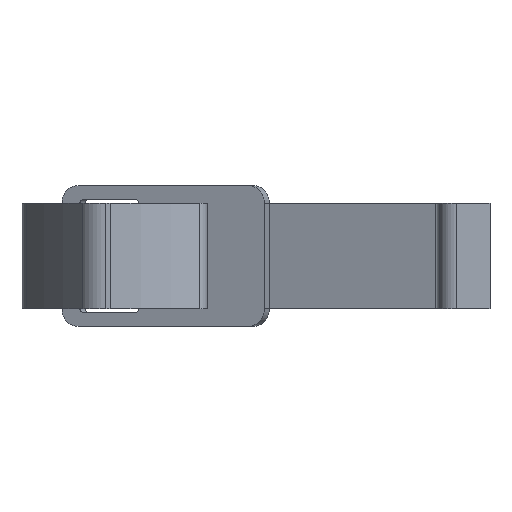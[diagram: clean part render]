
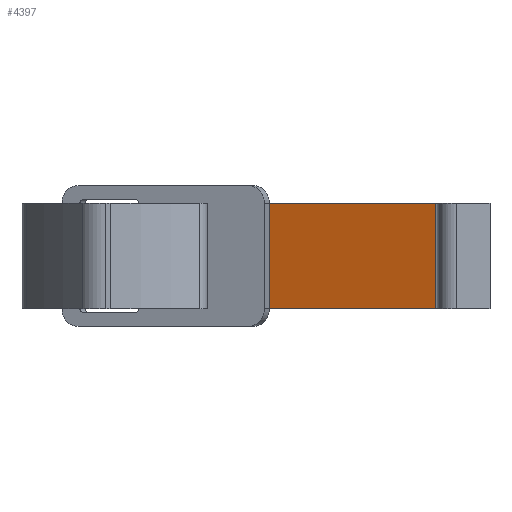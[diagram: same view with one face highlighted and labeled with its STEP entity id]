
A CAD part, left-side view. The second image highlights one B-rep face of the part: STEP entity #4397.
In plain terms, the highlighted planar face has unit normal (-0.927, 0.375, 0).
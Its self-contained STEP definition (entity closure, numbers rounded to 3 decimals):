
#65 = VERTEX_POINT ( 'NONE', #182 ) ;
#182 = CARTESIAN_POINT ( 'NONE',  ( 19.542, 7.7, 7.5 ) ) ;
#295 = DIRECTION ( 'NONE',  ( 0.375, 0.927, 0. ) ) ;
#507 = VERTEX_POINT ( 'NONE', #2217 ) ;
#576 = LINE ( 'NONE', #4660, #3593 ) ;
#699 = ORIENTED_EDGE ( 'NONE', *, *, #6262, .F. ) ;
#754 = VERTEX_POINT ( 'NONE', #6645 ) ;
#771 = PLANE ( 'NONE',  #1965 ) ;
#1121 = EDGE_CURVE ( 'NONE', #507, #1124, #5921, .T. ) ;
#1124 = VERTEX_POINT ( 'NONE', #6597 ) ;
#1254 = VERTEX_POINT ( 'NONE', #6738 ) ;
#1648 = AXIS2_PLACEMENT_3D ( 'NONE', #5030, #3886, #4458 ) ;
#1909 = CARTESIAN_POINT ( 'NONE',  ( 31.604, 37.556, 7.5 ) ) ;
#1918 = EDGE_LOOP ( 'NONE', ( #2878, #6627, #5119, #6120, #2773, #699, #2096 ) ) ;
#1965 = AXIS2_PLACEMENT_3D ( 'NONE', #7188, #3106, #5629 ) ;
#1983 = AXIS2_PLACEMENT_3D ( 'NONE', #2100, #5585, #295 ) ;
#2096 = ORIENTED_EDGE ( 'NONE', *, *, #5425, .F. ) ;
#2100 = CARTESIAN_POINT ( 'NONE',  ( 31.916, 38.327, 0. ) ) ;
#2217 = CARTESIAN_POINT ( 'NONE',  ( 31.604, 37.556, -2.357 ) ) ;
#2345 = CIRCLE ( 'NONE', #1983, 2.5 ) ;
#2357 = EDGE_CURVE ( 'NONE', #754, #507, #4934, .T. ) ;
#2568 = EDGE_CURVE ( 'NONE', #1124, #1254, #3084, .T. ) ;
#2773 = ORIENTED_EDGE ( 'NONE', *, *, #2568, .T. ) ;
#2878 = ORIENTED_EDGE ( 'NONE', *, *, #7049, .T. ) ;
#3084 = LINE ( 'NONE', #4875, #3840 ) ;
#3106 = DIRECTION ( 'NONE',  ( 0.927, -0.375, 0. ) ) ;
#3431 = LINE ( 'NONE', #4115, #3574 ) ;
#3574 = VECTOR ( 'NONE', #7526, 1000. ) ;
#3593 = VECTOR ( 'NONE', #7035, 1000. ) ;
#3682 = FACE_OUTER_BOUND ( 'NONE', #1918, .T. ) ;
#3840 = VECTOR ( 'NONE', #6072, 1000. ) ;
#3886 = DIRECTION ( 'NONE',  ( 0.927, -0.375, 0. ) ) ;
#4115 = CARTESIAN_POINT ( 'NONE',  ( 14.125, -5.707, 7.5 ) ) ;
#4183 = DIRECTION ( 'NONE',  ( 0., 0., -1. ) ) ;
#4226 = DIRECTION ( 'NONE',  ( 0., 0., -1. ) ) ;
#4397 = ADVANCED_FACE ( 'NONE', ( #3682 ), #771, .F. ) ;
#4458 = DIRECTION ( 'NONE',  ( 0.375, 0.927, 0. ) ) ;
#4660 = CARTESIAN_POINT ( 'NONE',  ( 31.604, 37.556, 7.5 ) ) ;
#4875 = CARTESIAN_POINT ( 'NONE',  ( 14.125, -5.707, -7.5 ) ) ;
#4876 = EDGE_CURVE ( 'NONE', #6882, #754, #2345, .T. ) ;
#4934 = CIRCLE ( 'NONE', #1648, 2.5 ) ;
#4972 = CARTESIAN_POINT ( 'NONE',  ( 31.604, 37.556, 2.357 ) ) ;
#5030 = CARTESIAN_POINT ( 'NONE',  ( 31.916, 38.327, 0. ) ) ;
#5050 = VECTOR ( 'NONE', #4226, 1000. ) ;
#5119 = ORIENTED_EDGE ( 'NONE', *, *, #2357, .T. ) ;
#5152 = CARTESIAN_POINT ( 'NONE',  ( 19.542, 7.7, 7.5 ) ) ;
#5425 = EDGE_CURVE ( 'NONE', #5669, #65, #3431, .T. ) ;
#5585 = DIRECTION ( 'NONE',  ( 0.927, -0.375, 0. ) ) ;
#5629 = DIRECTION ( 'NONE',  ( 0.375, 0.927, 0. ) ) ;
#5669 = VERTEX_POINT ( 'NONE', #5795 ) ;
#5795 = CARTESIAN_POINT ( 'NONE',  ( 31.604, 37.556, 7.5 ) ) ;
#5921 = LINE ( 'NONE', #1909, #5050 ) ;
#6072 = DIRECTION ( 'NONE',  ( -0.375, -0.927, 0. ) ) ;
#6120 = ORIENTED_EDGE ( 'NONE', *, *, #1121, .T. ) ;
#6262 = EDGE_CURVE ( 'NONE', #65, #1254, #6344, .T. ) ;
#6344 = LINE ( 'NONE', #5152, #7357 ) ;
#6597 = CARTESIAN_POINT ( 'NONE',  ( 31.604, 37.556, -7.5 ) ) ;
#6627 = ORIENTED_EDGE ( 'NONE', *, *, #4876, .T. ) ;
#6645 = CARTESIAN_POINT ( 'NONE',  ( 30.979, 36.009, 0. ) ) ;
#6738 = CARTESIAN_POINT ( 'NONE',  ( 19.542, 7.7, -7.5 ) ) ;
#6882 = VERTEX_POINT ( 'NONE', #4972 ) ;
#7035 = DIRECTION ( 'NONE',  ( 0., 0., -1. ) ) ;
#7049 = EDGE_CURVE ( 'NONE', #5669, #6882, #576, .T. ) ;
#7188 = CARTESIAN_POINT ( 'NONE',  ( 14.125, -5.707, 7.5 ) ) ;
#7357 = VECTOR ( 'NONE', #4183, 1000. ) ;
#7526 = DIRECTION ( 'NONE',  ( -0.375, -0.927, 0. ) ) ;
